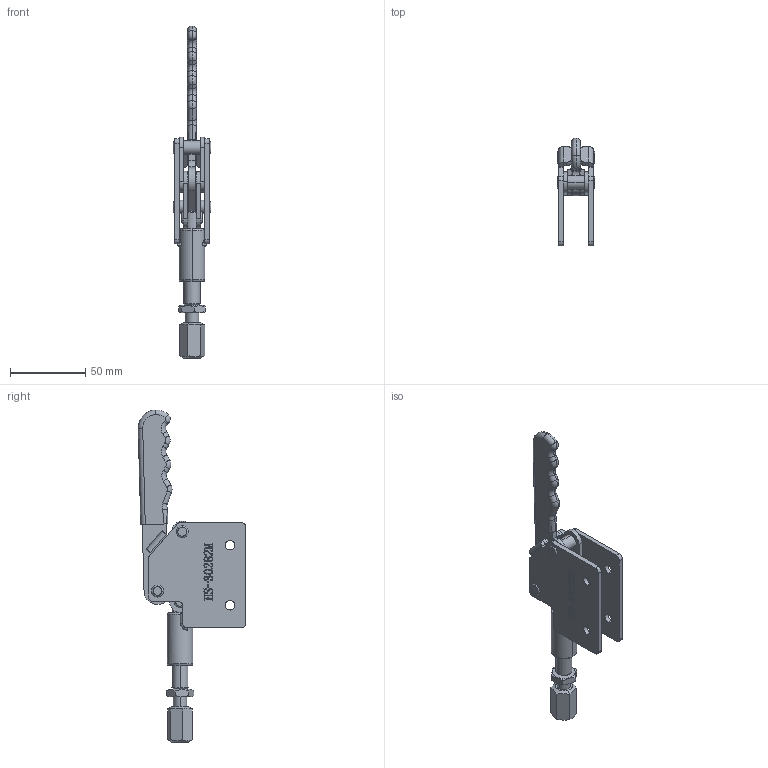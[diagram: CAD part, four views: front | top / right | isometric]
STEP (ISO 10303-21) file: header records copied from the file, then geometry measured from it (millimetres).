
FILE_DESCRIPTION (( 'STEP AP203' ), '1' );
FILE_NAME ('HS-30282M .STEP', '2019-08-12T01:40:30', ( '微软用户' ), ( '微软中国' ), 'SwSTEP 2.0', 'SolidWorks 2012', '' );
FILE_SCHEMA (( 'CONFIG_CONTROL_DESIGN' ));
Length unit declared in the file: millimetre
Products named in the file (14): HS-30282M ; 酗階杶; 傻杶; hex thin nuts-grades ab-chamfered gb_GB_FASTENER_NUT_STNAB M10-N; 挴裝; 种3; 种2; 种1; 忒梟; 忒參; 蹟譫; 蟀裝1; 蟀裝; 眻菁釱
Assembly tree (17 placements, depth 2):
  HS-30282M 
    眻菁釱
    蟀裝  x2
    蟀裝1  x2
    蹟譫
    忒參
    忒梟
    种1
    种2  x2
    种3
    挴裝
    hex thin nuts-grades ab-chamfered gb_GB_FASTENER_NUT_STNAB M10-N
    傻杶  x2
    酗階杶
Bounding box: 25 x 71.63 x 221.01 mm (x, y, z)
Volume: 60136 mm3; surface area: 42555.2 mm2
Topology: 19 solids, 19 shells, 715 faces, 1848 edges, 1204 vertices
Faces by surface type: plane 336, bspline 161, cylinder 136, torus 42, cone 40
Entity records: 30352 total; most frequent: CARTESIAN_POINT 13086, ORIENTED_EDGE 3496, DIRECTION 2788, EDGE_CURVE 1748, VERTEX_POINT 1140, VECTOR 1044, LINE 1044, AXIS2_PLACEMENT_3D 872
